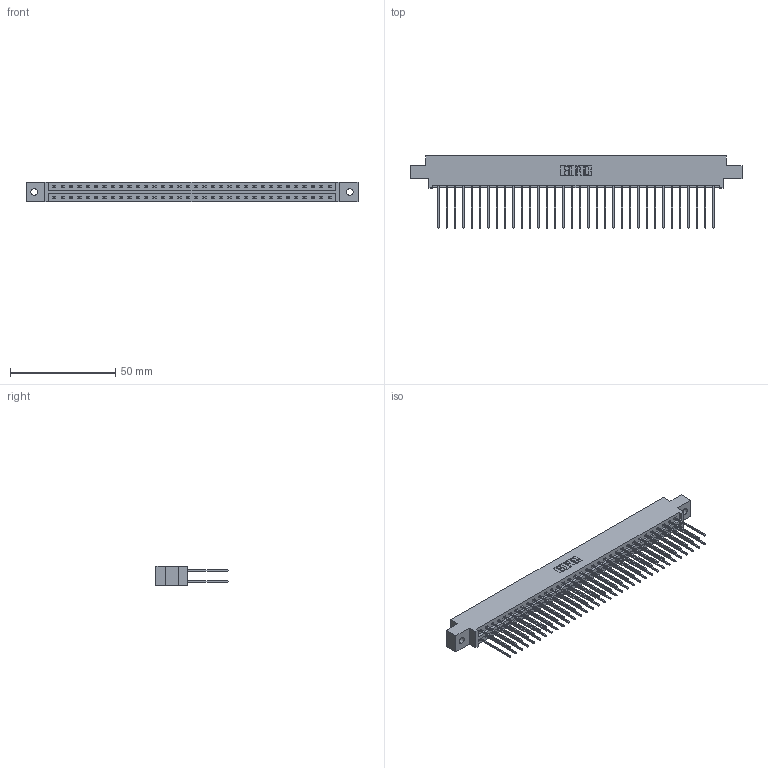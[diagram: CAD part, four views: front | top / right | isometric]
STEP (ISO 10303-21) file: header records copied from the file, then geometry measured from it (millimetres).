
FILE_DESCRIPTION (( 'STEP AP203' ), '1' );
FILE_NAME ('387-068-541-802.STEP', '2018-09-22T15:31:55', ( '' ), ( '' ), 'SwSTEP 2.0', 'SolidWorks 2016', '' );
FILE_SCHEMA (( 'CONFIG_CONTROL_DESIGN' ));
Length unit declared in the file: inch
Products named in the file (3): 337 Part_0.170 Offset - 0.128 Dia; 345-292-001_345-293-141; 387-068-541-802
Assembly tree (69 placements, depth 2):
  387-068-541-802
    337 Part_0.170 Offset - 0.128 Dia
    345-292-001_345-293-141  x68
Bounding box: 157.73 x 34.3 x 9.4 mm (x, y, z)
Volume: 16752.7 mm3; surface area: 20654.6 mm2
Topology: 69 solids, 69 shells, 3790 faces, 11271 edges, 7422 vertices
Faces by surface type: plane 2658, cylinder 1132
Entity records: 27549 total; most frequent: CARTESIAN_POINT 4650, ORIENTED_EDGE 4586, DIRECTION 3969, EDGE_CURVE 2293, LINE 2165, VECTOR 2165, VERTEX_POINT 1526, AXIS2_PLACEMENT_3D 902
